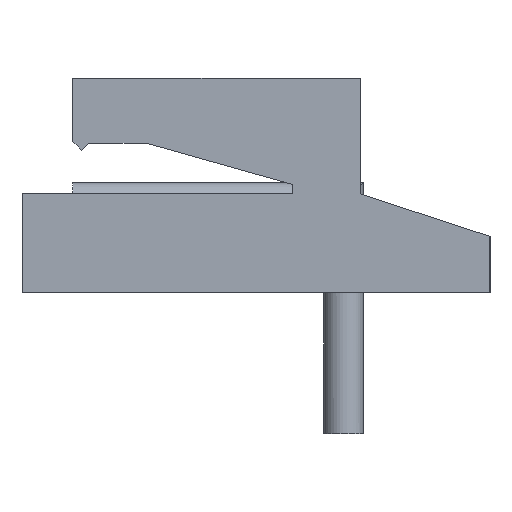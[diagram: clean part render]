
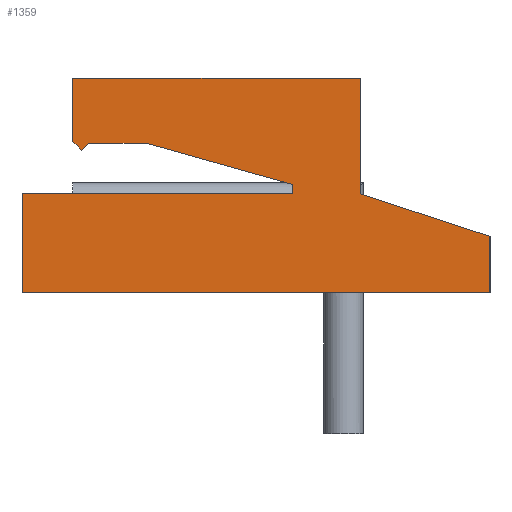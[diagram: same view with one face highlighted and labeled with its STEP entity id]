
A CAD part, left-side view. The second image highlights one B-rep face of the part: STEP entity #1359.
In plain terms, the highlighted planar face has unit normal (-1, 0, 0).
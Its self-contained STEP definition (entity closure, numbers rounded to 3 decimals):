
#223 = DIRECTION ( 'NONE',  ( 0., 1., 0. ) ) ;
#224 = VECTOR ( 'NONE', #223, 1000. ) ;
#225 = CARTESIAN_POINT ( 'NONE',  ( 0., 6., 1.75 ) ) ;
#226 = LINE ( 'NONE', #225, #224 ) ;
#574 = CARTESIAN_POINT ( 'NONE',  ( 0., 1.2, 1.75 ) ) ;
#657 = CARTESIAN_POINT ( 'NONE',  ( 0., 1.2, 1.918 ) ) ;
#658 = DIRECTION ( 'NONE',  ( 0., 0., 1. ) ) ;
#659 = VECTOR ( 'NONE', #658, 1000. ) ;
#660 = CARTESIAN_POINT ( 'NONE',  ( 0., 1.2, 3.8 ) ) ;
#661 = LINE ( 'NONE', #660, #659 ) ;
#671 = CARTESIAN_POINT ( 'NONE',  ( 0., 5.1, 3.8 ) ) ;
#699 = CARTESIAN_POINT ( 'NONE',  ( 0., 5.1, 2.681 ) ) ;
#728 = DIRECTION ( 'NONE',  ( 0., 0., -1. ) ) ;
#729 = VECTOR ( 'NONE', #728, 1000. ) ;
#730 = CARTESIAN_POINT ( 'NONE',  ( 0., 5.1, 3.8 ) ) ;
#731 = LINE ( 'NONE', #730, #729 ) ;
#740 = CARTESIAN_POINT ( 'NONE',  ( 0., 3.795, 2.651 ) ) ;
#741 = DIRECTION ( 'NONE',  ( 0., 0.962, 0.272 ) ) ;
#742 = VECTOR ( 'NONE', #741, 1000. ) ;
#743 = CARTESIAN_POINT ( 'NONE',  ( 0., 0.58, 1.744 ) ) ;
#744 = LINE ( 'NONE', #743, #742 ) ;
#1279 = EDGE_CURVE ( 'NONE', #1419, #1280, #2128, .T. ) ;
#1280 = VERTEX_POINT ( 'NONE', #2124 ) ;
#1303 = VERTEX_POINT ( 'NONE', #2436 ) ;
#1308 = EDGE_CURVE ( 'NONE', #1303, #1367, #2431, .T. ) ;
#1309 = ORIENTED_EDGE ( 'NONE', *, *, #1310, .T. ) ;
#1310 = EDGE_CURVE ( 'NONE', #1367, #1280, #2333, .T. ) ;
#1311 = ORIENTED_EDGE ( 'NONE', *, *, #1279, .F. ) ;
#1312 = ORIENTED_EDGE ( 'NONE', *, *, #1313, .F. ) ;
#1313 = EDGE_CURVE ( 'NONE', #1706, #1419, #2329, .T. ) ;
#1314 = ORIENTED_EDGE ( 'NONE', *, *, #1716, .T. ) ;
#1315 = ORIENTED_EDGE ( 'NONE', *, *, #1357, .F. ) ;
#1316 = ORIENTED_EDGE ( 'NONE', *, *, #1374, .F. ) ;
#1317 = ORIENTED_EDGE ( 'NONE', *, *, #1389, .F. ) ;
#1318 = EDGE_CURVE ( 'NONE', #1322, #1303, #2325, .T. ) ;
#1322 = VERTEX_POINT ( 'NONE', #2317 ) ;
#1354 = VERTEX_POINT ( 'NONE', #2539 ) ;
#1357 = EDGE_CURVE ( 'NONE', #1375, #1713, #2537, .T. ) ;
#1359 = ADVANCED_FACE ( 'NONE', ( #2533 ), #2518, .F. ) ;
#1360 = EDGE_LOOP ( 'NONE', ( #1361, #1362, #1363, #1365, #1366, #1309, #1311, #1312, #1314, #1315, #1316, #1317, #1559 ) ) ;
#1361 = ORIENTED_EDGE ( 'NONE', *, *, #1682, .F. ) ;
#1362 = ORIENTED_EDGE ( 'NONE', *, *, #1598, .T. ) ;
#1363 = ORIENTED_EDGE ( 'NONE', *, *, #1364, .T. ) ;
#1364 = EDGE_CURVE ( 'NONE', #1354, #1322, #2517, .T. ) ;
#1365 = ORIENTED_EDGE ( 'NONE', *, *, #1318, .T. ) ;
#1366 = ORIENTED_EDGE ( 'NONE', *, *, #1308, .T. ) ;
#1367 = VERTEX_POINT ( 'NONE', #2393 ) ;
#1374 = EDGE_CURVE ( 'NONE', #1390, #1375, #2386, .T. ) ;
#1375 = VERTEX_POINT ( 'NONE', #2382 ) ;
#1389 = EDGE_CURVE ( 'NONE', #1696, #1390, #2445, .T. ) ;
#1390 = VERTEX_POINT ( 'NONE', #2429 ) ;
#1419 = VERTEX_POINT ( 'NONE', #2617 ) ;
#1559 = ORIENTED_EDGE ( 'NONE', *, *, #1695, .F. ) ;
#1598 = EDGE_CURVE ( 'NONE', #1760, #1354, #226, .T. ) ;
#1682 = EDGE_CURVE ( 'NONE', #1760, #1683, #661, .T. ) ;
#1683 = VERTEX_POINT ( 'NONE', #657 ) ;
#1695 = EDGE_CURVE ( 'NONE', #1683, #1696, #744, .T. ) ;
#1696 = VERTEX_POINT ( 'NONE', #740 ) ;
#1706 = VERTEX_POINT ( 'NONE', #671 ) ;
#1713 = VERTEX_POINT ( 'NONE', #699 ) ;
#1716 = EDGE_CURVE ( 'NONE', #1706, #1713, #731, .T. ) ;
#1760 = VERTEX_POINT ( 'NONE', #574 ) ;
#2124 = CARTESIAN_POINT ( 'NONE',  ( 0., 0., 1.75 ) ) ;
#2125 = DIRECTION ( 'NONE',  ( 0., 0., -1. ) ) ;
#2126 = VECTOR ( 'NONE', #2125, 1000. ) ;
#2127 = CARTESIAN_POINT ( 'NONE',  ( 0., 0., 3.8 ) ) ;
#2128 = LINE ( 'NONE', #2127, #2126 ) ;
#2317 = CARTESIAN_POINT ( 'NONE',  ( 0., 6., 0. ) ) ;
#2322 = DIRECTION ( 'NONE',  ( 0., -1., 0. ) ) ;
#2323 = VECTOR ( 'NONE', #2322, 1000. ) ;
#2324 = CARTESIAN_POINT ( 'NONE',  ( 0., 0., 0. ) ) ;
#2325 = LINE ( 'NONE', #2324, #2323 ) ;
#2326 = DIRECTION ( 'NONE',  ( 0., -1., 0. ) ) ;
#2327 = VECTOR ( 'NONE', #2326, 1000. ) ;
#2328 = CARTESIAN_POINT ( 'NONE',  ( 0., 0., 3.8 ) ) ;
#2329 = LINE ( 'NONE', #2328, #2327 ) ;
#2330 = DIRECTION ( 'NONE',  ( 0., 0.951, 0.31 ) ) ;
#2331 = VECTOR ( 'NONE', #2330, 1000. ) ;
#2332 = CARTESIAN_POINT ( 'NONE',  ( 0., 0., 1.75 ) ) ;
#2333 = LINE ( 'NONE', #2332, #2331 ) ;
#2334 = DIRECTION ( 'NONE',  ( 0., 0., 1. ) ) ;
#2335 = VECTOR ( 'NONE', #2334, 1000. ) ;
#2382 = CARTESIAN_POINT ( 'NONE',  ( 0., 4.945, 2.526 ) ) ;
#2383 = DIRECTION ( 'NONE',  ( 0., 0.707, -0.707 ) ) ;
#2384 = VECTOR ( 'NONE', #2383, 1000. ) ;
#2385 = CARTESIAN_POINT ( 'NONE',  ( 0., 1.836, 5.636 ) ) ;
#2386 = LINE ( 'NONE', #2385, #2384 ) ;
#2393 = CARTESIAN_POINT ( 'NONE',  ( 0., -2.3, 1. ) ) ;
#2394 = DIRECTION ( 'NONE',  ( 0., 0., -1. ) ) ;
#2395 = VECTOR ( 'NONE', #2394, 1000. ) ;
#2396 = CARTESIAN_POINT ( 'NONE',  ( 0., 6., 3.8 ) ) ;
#2429 = CARTESIAN_POINT ( 'NONE',  ( 0., 4.821, 2.651 ) ) ;
#2430 = CARTESIAN_POINT ( 'NONE',  ( 0., -2.3, 1. ) ) ;
#2431 = LINE ( 'NONE', #2430, #2335 ) ;
#2436 = CARTESIAN_POINT ( 'NONE',  ( 0., -2.3, 0. ) ) ;
#2442 = DIRECTION ( 'NONE',  ( 0., 1., 0. ) ) ;
#2443 = VECTOR ( 'NONE', #2442, 1000. ) ;
#2444 = CARTESIAN_POINT ( 'NONE',  ( 0., 0., 2.651 ) ) ;
#2445 = LINE ( 'NONE', #2444, #2443 ) ;
#2513 = DIRECTION ( 'NONE',  ( 0., 0., -1. ) ) ;
#2514 = DIRECTION ( 'NONE',  ( 1., 0., 0. ) ) ;
#2515 = CARTESIAN_POINT ( 'NONE',  ( 0., 0., 3.8 ) ) ;
#2516 = AXIS2_PLACEMENT_3D ( 'NONE', #2515, #2514, #2513 ) ;
#2517 = LINE ( 'NONE', #2396, #2395 ) ;
#2518 = PLANE ( 'NONE',  #2516 ) ;
#2533 = FACE_OUTER_BOUND ( 'NONE', #1360, .T. ) ;
#2534 = DIRECTION ( 'NONE',  ( 0., 0.707, 0.707 ) ) ;
#2535 = VECTOR ( 'NONE', #2534, 1000. ) ;
#2536 = CARTESIAN_POINT ( 'NONE',  ( 0., 3.109, 0.691 ) ) ;
#2537 = LINE ( 'NONE', #2536, #2535 ) ;
#2539 = CARTESIAN_POINT ( 'NONE',  ( 0., 6., 1.75 ) ) ;
#2617 = CARTESIAN_POINT ( 'NONE',  ( 0., 0., 3.8 ) ) ;
